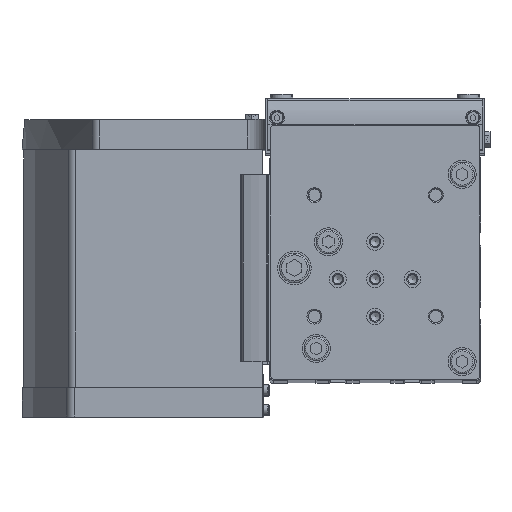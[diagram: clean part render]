
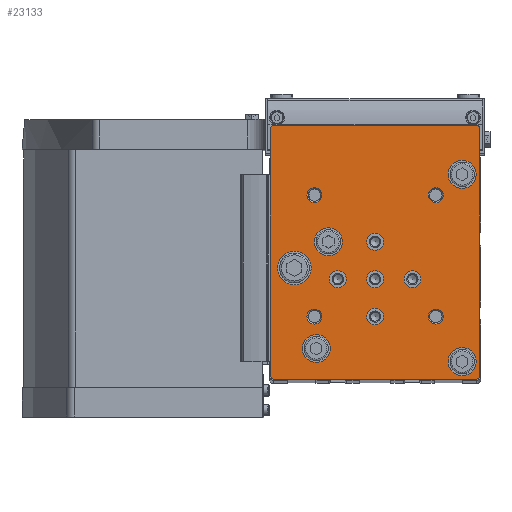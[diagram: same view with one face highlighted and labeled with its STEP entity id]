
A CAD part, top view. The second image highlights one B-rep face of the part: STEP entity #23133.
In plain terms, the highlighted planar face has unit normal (0, 0, 1).
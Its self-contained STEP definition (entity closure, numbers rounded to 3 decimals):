
#893=LINE('',#31678,#2371);
#897=LINE('',#31688,#2375);
#901=LINE('',#31698,#2379);
#905=LINE('',#31714,#2383);
#2371=VECTOR('',#26697,1000.);
#2375=VECTOR('',#26707,1000.);
#2379=VECTOR('',#26717,1000.);
#2383=VECTOR('',#26733,1000.);
#4361=ORIENTED_EDGE('',*,*,#8313,.T.);
#4362=ORIENTED_EDGE('',*,*,#8314,.T.);
#4363=ORIENTED_EDGE('',*,*,#8315,.T.);
#4364=ORIENTED_EDGE('',*,*,#8316,.T.);
#4365=ORIENTED_EDGE('',*,*,#8317,.T.);
#4366=ORIENTED_EDGE('',*,*,#8318,.T.);
#4367=ORIENTED_EDGE('',*,*,#8319,.T.);
#4368=ORIENTED_EDGE('',*,*,#8320,.T.);
#4369=ORIENTED_EDGE('',*,*,#8321,.T.);
#4370=ORIENTED_EDGE('',*,*,#8322,.T.);
#4371=ORIENTED_EDGE('',*,*,#8323,.T.);
#4372=ORIENTED_EDGE('',*,*,#8324,.T.);
#4373=ORIENTED_EDGE('',*,*,#8325,.T.);
#4374=ORIENTED_EDGE('',*,*,#8326,.T.);
#4375=ORIENTED_EDGE('',*,*,#8292,.T.);
#4376=ORIENTED_EDGE('',*,*,#8295,.T.);
#4377=ORIENTED_EDGE('',*,*,#8297,.T.);
#4378=ORIENTED_EDGE('',*,*,#8299,.T.);
#4379=ORIENTED_EDGE('',*,*,#8302,.T.);
#4380=ORIENTED_EDGE('',*,*,#8305,.T.);
#4381=ORIENTED_EDGE('',*,*,#8310,.T.);
#4382=ORIENTED_EDGE('',*,*,#8312,.T.);
#8292=EDGE_CURVE('',#10300,#10299,#893,.T.);
#8295=EDGE_CURVE('',#10299,#10301,#11666,.T.);
#8297=EDGE_CURVE('',#10301,#10302,#897,.T.);
#8299=EDGE_CURVE('',#10302,#10303,#11667,.T.);
#8302=EDGE_CURVE('',#10303,#10305,#901,.T.);
#8305=EDGE_CURVE('',#10305,#10307,#11669,.T.);
#8310=EDGE_CURVE('',#10307,#10311,#905,.T.);
#8312=EDGE_CURVE('',#10311,#10300,#11673,.T.);
#8313=EDGE_CURVE('',#10312,#10312,#11674,.T.);
#8314=EDGE_CURVE('',#10313,#10313,#11675,.T.);
#8315=EDGE_CURVE('',#10314,#10314,#11676,.T.);
#8316=EDGE_CURVE('',#10315,#10315,#11677,.T.);
#8317=EDGE_CURVE('',#10316,#10316,#11678,.T.);
#8318=EDGE_CURVE('',#10317,#10317,#11679,.T.);
#8319=EDGE_CURVE('',#10318,#10318,#11680,.T.);
#8320=EDGE_CURVE('',#10319,#10319,#11681,.T.);
#8321=EDGE_CURVE('',#10320,#10320,#11682,.T.);
#8322=EDGE_CURVE('',#10321,#10321,#11683,.T.);
#8323=EDGE_CURVE('',#10322,#10322,#11684,.T.);
#8324=EDGE_CURVE('',#10323,#10323,#11685,.T.);
#8325=EDGE_CURVE('',#10324,#10324,#11686,.T.);
#8326=EDGE_CURVE('',#10325,#10325,#11687,.T.);
#10299=VERTEX_POINT('',#31677);
#10300=VERTEX_POINT('',#31679);
#10301=VERTEX_POINT('',#31683);
#10302=VERTEX_POINT('',#31687);
#10303=VERTEX_POINT('',#31691);
#10305=VERTEX_POINT('',#31697);
#10307=VERTEX_POINT('',#31703);
#10311=VERTEX_POINT('',#31713);
#10312=VERTEX_POINT('',#31720);
#10313=VERTEX_POINT('',#31722);
#10314=VERTEX_POINT('',#31724);
#10315=VERTEX_POINT('',#31726);
#10316=VERTEX_POINT('',#31728);
#10317=VERTEX_POINT('',#31730);
#10318=VERTEX_POINT('',#31732);
#10319=VERTEX_POINT('',#31734);
#10320=VERTEX_POINT('',#31736);
#10321=VERTEX_POINT('',#31738);
#10322=VERTEX_POINT('',#31740);
#10323=VERTEX_POINT('',#31742);
#10324=VERTEX_POINT('',#31744);
#10325=VERTEX_POINT('',#31746);
#11666=CIRCLE('',#24323,2.);
#11667=CIRCLE('',#24326,2.);
#11669=CIRCLE('',#24330,2.);
#11673=CIRCLE('',#24336,2.);
#11674=CIRCLE('',#24338,7.5);
#11675=CIRCLE('',#24339,7.5);
#11676=CIRCLE('',#24340,7.5);
#11677=CIRCLE('',#24341,7.5);
#11678=CIRCLE('',#24342,9.);
#11679=CIRCLE('',#24343,4.);
#11680=CIRCLE('',#24344,4.);
#11681=CIRCLE('',#24345,4.);
#11682=CIRCLE('',#24346,4.);
#11683=CIRCLE('',#24347,4.5);
#11684=CIRCLE('',#24348,4.5);
#11685=CIRCLE('',#24349,4.5);
#11686=CIRCLE('',#24350,4.5);
#11687=CIRCLE('',#24351,4.5);
#12375=EDGE_LOOP('',(#4361));
#12376=EDGE_LOOP('',(#4362));
#12377=EDGE_LOOP('',(#4363));
#12378=EDGE_LOOP('',(#4364));
#12379=EDGE_LOOP('',(#4365));
#12380=EDGE_LOOP('',(#4366));
#12381=EDGE_LOOP('',(#4367));
#12382=EDGE_LOOP('',(#4368));
#12383=EDGE_LOOP('',(#4369));
#12384=EDGE_LOOP('',(#4370));
#12385=EDGE_LOOP('',(#4371));
#12386=EDGE_LOOP('',(#4372));
#12387=EDGE_LOOP('',(#4373));
#12388=EDGE_LOOP('',(#4374));
#12389=EDGE_LOOP('',(#4375,#4376,#4377,#4378,#4379,#4380,#4381,#4382));
#13871=FACE_BOUND('',#12375,.T.);
#13872=FACE_BOUND('',#12376,.T.);
#13873=FACE_BOUND('',#12377,.T.);
#13874=FACE_BOUND('',#12378,.T.);
#13875=FACE_BOUND('',#12379,.T.);
#13876=FACE_BOUND('',#12380,.T.);
#13877=FACE_BOUND('',#12381,.T.);
#13878=FACE_BOUND('',#12382,.T.);
#13879=FACE_BOUND('',#12383,.T.);
#13880=FACE_BOUND('',#12384,.T.);
#13881=FACE_BOUND('',#12385,.T.);
#13882=FACE_BOUND('',#12386,.T.);
#13883=FACE_BOUND('',#12387,.T.);
#13884=FACE_BOUND('',#12388,.T.);
#13885=FACE_BOUND('',#12389,.T.);
#15344=PLANE('',#24337);
#23133=ADVANCED_FACE('',(#13871,#13872,#13873,#13874,#13875,#13876,#13877,
#13878,#13879,#13880,#13881,#13882,#13883,#13884,#13885),#15344,.T.);
#24323=AXIS2_PLACEMENT_3D('',#31684,#26702,#26703);
#24326=AXIS2_PLACEMENT_3D('',#31692,#26711,#26712);
#24330=AXIS2_PLACEMENT_3D('',#31704,#26723,#26724);
#24336=AXIS2_PLACEMENT_3D('',#31717,#26738,#26739);
#24337=AXIS2_PLACEMENT_3D('',#31718,#26740,#26741);
#24338=AXIS2_PLACEMENT_3D('',#31719,#26742,#26743);
#24339=AXIS2_PLACEMENT_3D('',#31721,#26744,#26745);
#24340=AXIS2_PLACEMENT_3D('',#31723,#26746,#26747);
#24341=AXIS2_PLACEMENT_3D('',#31725,#26748,#26749);
#24342=AXIS2_PLACEMENT_3D('',#31727,#26750,#26751);
#24343=AXIS2_PLACEMENT_3D('',#31729,#26752,#26753);
#24344=AXIS2_PLACEMENT_3D('',#31731,#26754,#26755);
#24345=AXIS2_PLACEMENT_3D('',#31733,#26756,#26757);
#24346=AXIS2_PLACEMENT_3D('',#31735,#26758,#26759);
#24347=AXIS2_PLACEMENT_3D('',#31737,#26760,#26761);
#24348=AXIS2_PLACEMENT_3D('',#31739,#26762,#26763);
#24349=AXIS2_PLACEMENT_3D('',#31741,#26764,#26765);
#24350=AXIS2_PLACEMENT_3D('',#31743,#26766,#26767);
#24351=AXIS2_PLACEMENT_3D('',#31745,#26768,#26769);
#26697=DIRECTION('',(0.,-1.,0.));
#26702=DIRECTION('',(0.,0.,1.));
#26703=DIRECTION('',(1.,0.,0.));
#26707=DIRECTION('',(1.,0.,0.));
#26711=DIRECTION('',(0.,0.,1.));
#26712=DIRECTION('',(1.,0.,0.));
#26717=DIRECTION('',(0.,1.,0.));
#26723=DIRECTION('',(0.,0.,1.));
#26724=DIRECTION('',(1.,0.,0.));
#26733=DIRECTION('',(-1.,0.,0.));
#26738=DIRECTION('',(0.,0.,1.));
#26739=DIRECTION('',(1.,0.,0.));
#26740=DIRECTION('',(0.,0.,1.));
#26741=DIRECTION('',(1.,0.,0.));
#26742=DIRECTION('',(0.,0.,-1.));
#26743=DIRECTION('',(-1.,0.,0.));
#26744=DIRECTION('',(0.,0.,-1.));
#26745=DIRECTION('',(-1.,0.,0.));
#26746=DIRECTION('',(0.,0.,-1.));
#26747=DIRECTION('',(-1.,0.,0.));
#26748=DIRECTION('',(0.,0.,-1.));
#26749=DIRECTION('',(-1.,0.,0.));
#26750=DIRECTION('',(0.,0.,-1.));
#26751=DIRECTION('',(-1.,0.,0.));
#26752=DIRECTION('',(0.,0.,-1.));
#26753=DIRECTION('',(-1.,0.,0.));
#26754=DIRECTION('',(0.,0.,-1.));
#26755=DIRECTION('',(-1.,0.,0.));
#26756=DIRECTION('',(0.,0.,-1.));
#26757=DIRECTION('',(-1.,0.,0.));
#26758=DIRECTION('',(0.,0.,-1.));
#26759=DIRECTION('',(-1.,0.,0.));
#26760=DIRECTION('',(0.,0.,-1.));
#26761=DIRECTION('',(-1.,0.,0.));
#26762=DIRECTION('',(0.,0.,-1.));
#26763=DIRECTION('',(-1.,0.,0.));
#26764=DIRECTION('',(0.,0.,-1.));
#26765=DIRECTION('',(-1.,0.,0.));
#26766=DIRECTION('',(0.,0.,-1.));
#26767=DIRECTION('',(-1.,0.,0.));
#26768=DIRECTION('',(0.,0.,-1.));
#26769=DIRECTION('',(-1.,0.,0.));
#31677=CARTESIAN_POINT('',(-56.,2.5,20.));
#31678=CARTESIAN_POINT('',(-56.,134.5,20.));
#31679=CARTESIAN_POINT('',(-56.,134.5,20.));
#31683=CARTESIAN_POINT('',(-54.,0.5,20.));
#31684=CARTESIAN_POINT('',(-54.,2.5,20.));
#31687=CARTESIAN_POINT('',(54.,0.5,20.));
#31688=CARTESIAN_POINT('',(-54.,0.5,20.));
#31691=CARTESIAN_POINT('',(56.,2.5,20.));
#31692=CARTESIAN_POINT('',(54.,2.5,20.));
#31697=CARTESIAN_POINT('',(56.,134.5,20.));
#31698=CARTESIAN_POINT('',(56.,2.5,20.));
#31703=CARTESIAN_POINT('',(54.,136.5,20.));
#31704=CARTESIAN_POINT('',(54.,134.5,20.));
#31713=CARTESIAN_POINT('',(-54.,136.5,20.));
#31714=CARTESIAN_POINT('',(54.,136.5,20.));
#31717=CARTESIAN_POINT('',(-54.,134.5,20.));
#31718=CARTESIAN_POINT('',(-54.,2.5,20.));
#31719=CARTESIAN_POINT('',(-31.5,16.9,20.));
#31720=CARTESIAN_POINT('',(-39.,16.9,20.));
#31721=CARTESIAN_POINT('',(46.6,110.1,20.));
#31722=CARTESIAN_POINT('',(39.1,110.1,20.));
#31723=CARTESIAN_POINT('',(-25.,74.,20.));
#31724=CARTESIAN_POINT('',(-32.5,74.,20.));
#31725=CARTESIAN_POINT('',(46.6,9.9,20.));
#31726=CARTESIAN_POINT('',(39.1,9.9,20.));
#31727=CARTESIAN_POINT('',(-43.2,60.,20.));
#31728=CARTESIAN_POINT('',(-52.2,60.,20.));
#31729=CARTESIAN_POINT('',(32.5,99.,20.));
#31730=CARTESIAN_POINT('',(28.5,99.,20.));
#31731=CARTESIAN_POINT('',(-32.5,99.,20.));
#31732=CARTESIAN_POINT('',(-36.5,99.,20.));
#31733=CARTESIAN_POINT('',(-32.5,34.,20.));
#31734=CARTESIAN_POINT('',(-36.5,34.,20.));
#31735=CARTESIAN_POINT('',(32.5,34.,20.));
#31736=CARTESIAN_POINT('',(28.5,34.,20.));
#31737=CARTESIAN_POINT('',(20.,54.,20.));
#31738=CARTESIAN_POINT('',(15.5,54.,20.));
#31739=CARTESIAN_POINT('',(0.,34.,20.));
#31740=CARTESIAN_POINT('',(-4.5,34.,20.));
#31741=CARTESIAN_POINT('',(-20.,54.,20.));
#31742=CARTESIAN_POINT('',(-24.5,54.,20.));
#31743=CARTESIAN_POINT('',(0.,74.,20.));
#31744=CARTESIAN_POINT('',(-4.5,74.,20.));
#31745=CARTESIAN_POINT('',(0.,54.,20.));
#31746=CARTESIAN_POINT('',(-4.5,54.,20.));
